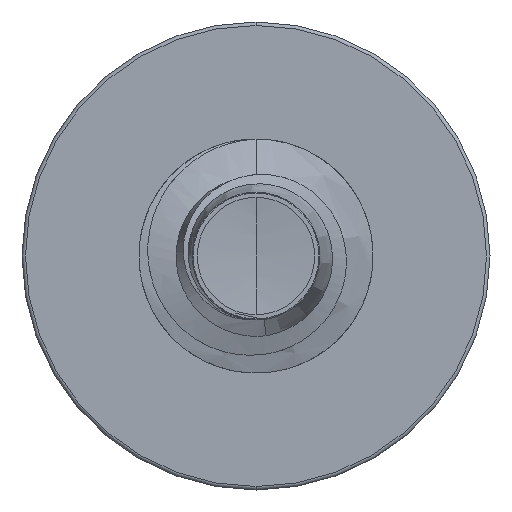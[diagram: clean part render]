
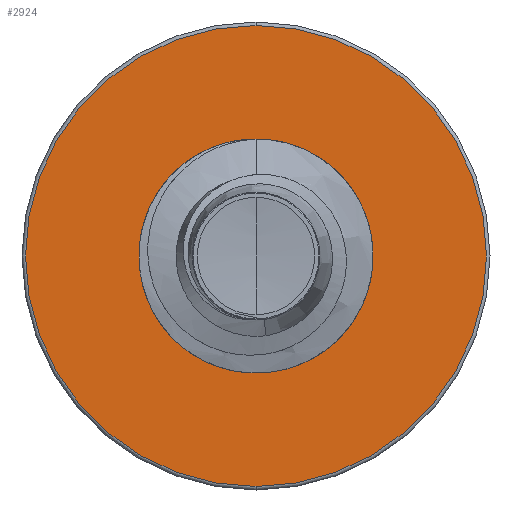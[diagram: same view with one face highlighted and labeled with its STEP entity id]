
A CAD part, front view. The second image highlights one B-rep face of the part: STEP entity #2924.
In plain terms, the highlighted planar face has unit normal (0, -1, 0).
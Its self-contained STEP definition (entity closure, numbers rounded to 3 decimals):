
#1001 = ORIENTED_EDGE ( 'NONE', *, *, #18288, .F. ) ;
#1466 = CARTESIAN_POINT ( 'NONE',  ( 0., 15., 1.989 ) ) ;
#1561 = DIRECTION ( 'NONE',  ( 0., 0., 1. ) ) ;
#1617 = DIRECTION ( 'NONE',  ( 0., 1., 0. ) ) ;
#1622 = CARTESIAN_POINT ( 'NONE',  ( 0., 15., 0. ) ) ;
#2250 = VERTEX_POINT ( 'NONE', #8781 ) ;
#2531 = DIRECTION ( 'NONE',  ( 0., 0., 1. ) ) ;
#2540 = DIRECTION ( 'NONE',  ( 0., 1., 0. ) ) ;
#2562 = CARTESIAN_POINT ( 'NONE',  ( 0., 15., 0. ) ) ;
#2924 = ADVANCED_FACE ( 'NONE', ( #16022, #8440 ), #15611, .F. ) ;
#3453 = CARTESIAN_POINT ( 'NONE',  ( 0., 15., 3.94 ) ) ;
#3966 = DIRECTION ( 'NONE',  ( 0., 0., 1. ) ) ;
#3969 = DIRECTION ( 'NONE',  ( 0., 1., 0. ) ) ;
#3993 = CARTESIAN_POINT ( 'NONE',  ( 0., 15., 0. ) ) ;
#5165 = AXIS2_PLACEMENT_3D ( 'NONE', #8716, #8707, #8682 ) ;
#5412 = CIRCLE ( 'NONE', #17893, 3.94 ) ;
#6739 = ORIENTED_EDGE ( 'NONE', *, *, #11408, .F. ) ;
#7381 = ORIENTED_EDGE ( 'NONE', *, *, #16795, .T. ) ;
#7823 = EDGE_CURVE ( 'NONE', #13027, #15858, #13558, .T. ) ;
#8440 = FACE_BOUND ( 'NONE', #15981, .T. ) ;
#8682 = DIRECTION ( 'NONE',  ( 0., 0., 1. ) ) ;
#8707 = DIRECTION ( 'NONE',  ( 0., 1., 0. ) ) ;
#8716 = CARTESIAN_POINT ( 'NONE',  ( 0., 15., 0. ) ) ;
#8781 = CARTESIAN_POINT ( 'NONE',  ( 0., 15., -3.94 ) ) ;
#11408 = EDGE_CURVE ( 'NONE', #2250, #18420, #17836, .T. ) ;
#11648 = CARTESIAN_POINT ( 'NONE',  ( 0., 15., -1.989 ) ) ;
#12677 = CIRCLE ( 'NONE', #5165, 1.989 ) ;
#13027 = VERTEX_POINT ( 'NONE', #1466 ) ;
#13101 = AXIS2_PLACEMENT_3D ( 'NONE', #1622, #1617, #1561 ) ;
#13558 = CIRCLE ( 'NONE', #13101, 1.989 ) ;
#15559 = DIRECTION ( 'NONE',  ( 0., 0., 1. ) ) ;
#15569 = DIRECTION ( 'NONE',  ( 0., 1., 0. ) ) ;
#15611 = PLANE ( 'NONE',  #16078 ) ;
#15858 = VERTEX_POINT ( 'NONE', #11648 ) ;
#15880 = CARTESIAN_POINT ( 'NONE',  ( 0., 15., -1.989 ) ) ;
#15981 = EDGE_LOOP ( 'NONE', ( #17566, #7381 ) ) ;
#16022 = FACE_OUTER_BOUND ( 'NONE', #16576, .T. ) ;
#16078 = AXIS2_PLACEMENT_3D ( 'NONE', #15880, #15569, #15559 ) ;
#16576 = EDGE_LOOP ( 'NONE', ( #1001, #6739 ) ) ;
#16795 = EDGE_CURVE ( 'NONE', #15858, #13027, #12677, .T. ) ;
#16923 = AXIS2_PLACEMENT_3D ( 'NONE', #2562, #2540, #2531 ) ;
#17566 = ORIENTED_EDGE ( 'NONE', *, *, #7823, .T. ) ;
#17836 = CIRCLE ( 'NONE', #16923, 3.94 ) ;
#17893 = AXIS2_PLACEMENT_3D ( 'NONE', #3993, #3969, #3966 ) ;
#18288 = EDGE_CURVE ( 'NONE', #18420, #2250, #5412, .T. ) ;
#18420 = VERTEX_POINT ( 'NONE', #3453 ) ;
